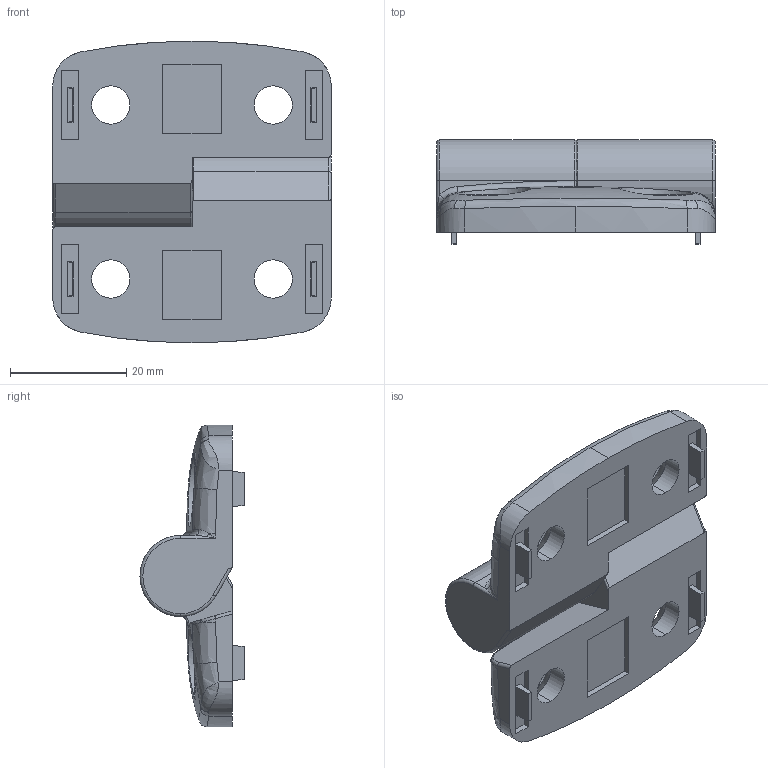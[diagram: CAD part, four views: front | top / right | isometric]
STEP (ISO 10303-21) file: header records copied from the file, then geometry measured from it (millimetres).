
FILE_DESCRIPTION (( 'STEP AP203' ), '1' );
FILE_NAME ('151077.step', '2021-06-03T16:15:12', ( '' ), ( '' ), 'SwSTEP 2.0', 'SolidWorks 2021', '' );
FILE_SCHEMA (( 'CONFIG_CONTROL_DESIGN' ));
Length unit declared in the file: millimetre
Products named in the file (1): 151077
Bounding box: 48 x 17.95 x 52 mm (x, y, z)
Volume: 18061 mm3; surface area: 9526 mm2
Topology: 3 solids, 3 shells, 180 faces, 446 edges, 276 vertices
Faces by surface type: plane 70, cylinder 46, bspline 36, cone 14, torus 14
Entity records: 7387 total; most frequent: CARTESIAN_POINT 3391, ORIENTED_EDGE 880, DIRECTION 704, EDGE_CURVE 440, VERTEX_POINT 276, AXIS2_PLACEMENT_3D 251, LINE 202, VECTOR 202
